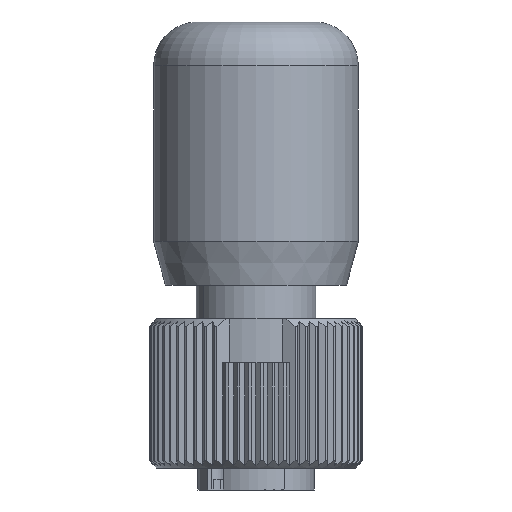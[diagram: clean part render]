
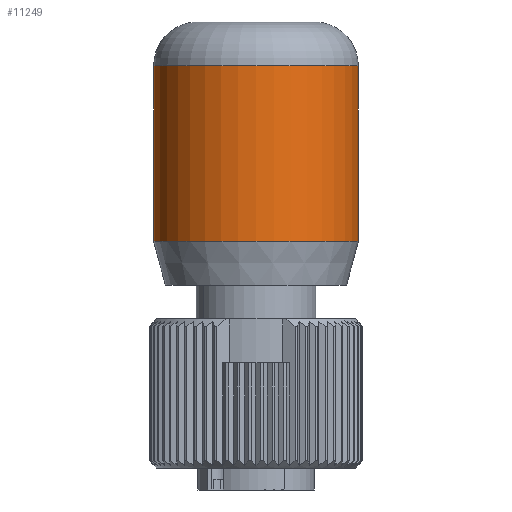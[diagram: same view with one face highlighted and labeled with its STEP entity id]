
A CAD part, front view. The second image highlights one B-rep face of the part: STEP entity #11249.
In plain terms, the highlighted cylindrical face has radius 7 mm (diameter 14 mm), a partial arc.
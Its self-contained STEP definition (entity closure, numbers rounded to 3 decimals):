
#11100=AXIS2_PLACEMENT_3D('Circle Axis2P3D',#11098,#11099,$) ;
#11205=AXIS2_PLACEMENT_3D('Cylinder Axis2P3D',#11202,#11203,#11204) ;
#11240=AXIS2_PLACEMENT_3D('Circle Axis2P3D',#11238,#11239,$) ;
#11095=CARTESIAN_POINT('Vertex',(0.299,7.293,29.)) ;
#11098=CARTESIAN_POINT('Axis2P3D Location',(7.299,7.293,29.)) ;
#11102=CARTESIAN_POINT('Vertex',(14.299,7.293,29.)) ;
#11202=CARTESIAN_POINT('Axis2P3D Location',(7.299,7.293,25.)) ;
#11207=CARTESIAN_POINT('Line Origine',(0.299,7.293,25.)) ;
#11211=CARTESIAN_POINT('Vertex',(0.299,7.293,17.)) ;
#11214=CARTESIAN_POINT('Line Origine',(14.299,7.293,25.)) ;
#11218=CARTESIAN_POINT('Vertex',(14.299,7.293,17.)) ;
#11238=CARTESIAN_POINT('Axis2P3D Location',(7.299,7.293,17.)) ;
#11099=DIRECTION('Axis2P3D Direction',(0.,0.,1.)) ;
#11203=DIRECTION('Axis2P3D Direction',(0.,0.,1.)) ;
#11204=DIRECTION('Axis2P3D XDirection',(1.,0.,0.)) ;
#11208=DIRECTION('Vector Direction',(0.,0.,1.)) ;
#11215=DIRECTION('Vector Direction',(0.,0.,1.)) ;
#11239=DIRECTION('Axis2P3D Direction',(0.,0.,1.)) ;
#11209=VECTOR('Line Direction',#11208,1.) ;
#11216=VECTOR('Line Direction',#11215,1.) ;
#11244=ORIENTED_EDGE('',*,*,#11220,.T.) ;
#11245=ORIENTED_EDGE('',*,*,#11104,.F.) ;
#11246=ORIENTED_EDGE('',*,*,#11213,.F.) ;
#11247=ORIENTED_EDGE('',*,*,#11242,.T.) ;
#11249=ADVANCED_FACE('Hauptk\X2\00F6\X0\rper',(#11248),#11206,.T.) ;
#11101=CIRCLE('generated circle',#11100,7.) ;
#11241=CIRCLE('generated circle',#11240,7.) ;
#11206=CYLINDRICAL_SURFACE('generated cylinder',#11205,7.) ;
#11104=EDGE_CURVE('',#11096,#11103,#11101,.T.) ;
#11213=EDGE_CURVE('',#11212,#11096,#11210,.T.) ;
#11220=EDGE_CURVE('',#11219,#11103,#11217,.T.) ;
#11242=EDGE_CURVE('',#11212,#11219,#11241,.T.) ;
#11243=EDGE_LOOP('',(#11244,#11245,#11246,#11247)) ;
#11248=FACE_OUTER_BOUND('',#11243,.T.) ;
#11210=LINE('Line',#11207,#11209) ;
#11217=LINE('Line',#11214,#11216) ;
#11096=VERTEX_POINT('',#11095) ;
#11103=VERTEX_POINT('',#11102) ;
#11212=VERTEX_POINT('',#11211) ;
#11219=VERTEX_POINT('',#11218) ;
